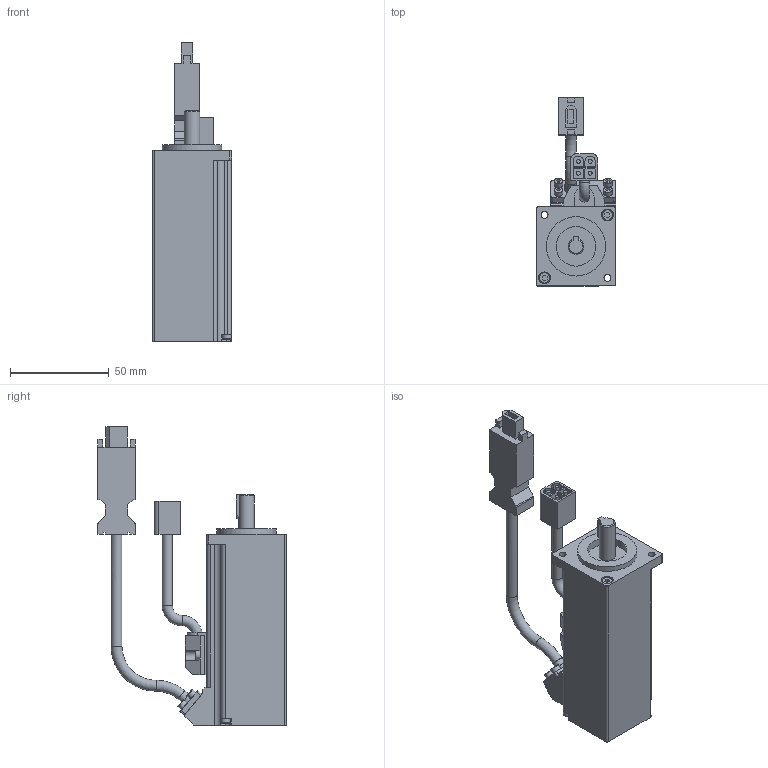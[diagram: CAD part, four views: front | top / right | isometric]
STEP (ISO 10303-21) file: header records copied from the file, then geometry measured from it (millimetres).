
FILE_DESCRIPTION(/* description */ ('STEP AP214'),/* implementation_level */ '2;1');
FILE_NAME(/* name */ '8097169_EMMB-AS-40-01-K-S30M',/* time_stamp */ '2024-08-26T08:57:09+02:00',/* author */ ('License CC BY-ND 4.0'),/* organization */ ('CADENAS'),/* preprocessor_version */ 'ST-DEVELOPER v19.3',/* originating_system */ 'PARTsolutions',/* authorisation */ ' ');
FILE_SCHEMA (('AUTOMOTIVE_DESIGN {1 0 10303 214 3 1 1}'));
Length unit declared in the file: millimetre
Products named in the file (1): 8097169 EMMB-AS-40-01-K-S30M---(high)
Bounding box: 40 x 95.11 x 151.1 mm (x, y, z)
Surface area: 30388.8 mm2 (no closed solid volume)
Topology: 0 solids, 1 shells, 298 faces, 755 edges, 497 vertices
Faces by surface type: plane 220, cylinder 63, torus 14, cone 1
Full cylindrical faces by diameter (mm): 2 x4, 3.5 x2, 4.5 x8, 5.2 x1, 5.5 x4, 6 x2, 6.5 x1, 8 x1, 20 x1, 30 x1
Entity records: 10733 total; most frequent: CARTESIAN_POINT 1539, DIRECTION 1435, ORIENTED_EDGE 1406, EDGE_CURVE 703, LINE 545, VECTOR 545, VERTEX_POINT 485, AXIS2_PLACEMENT_3D 445
